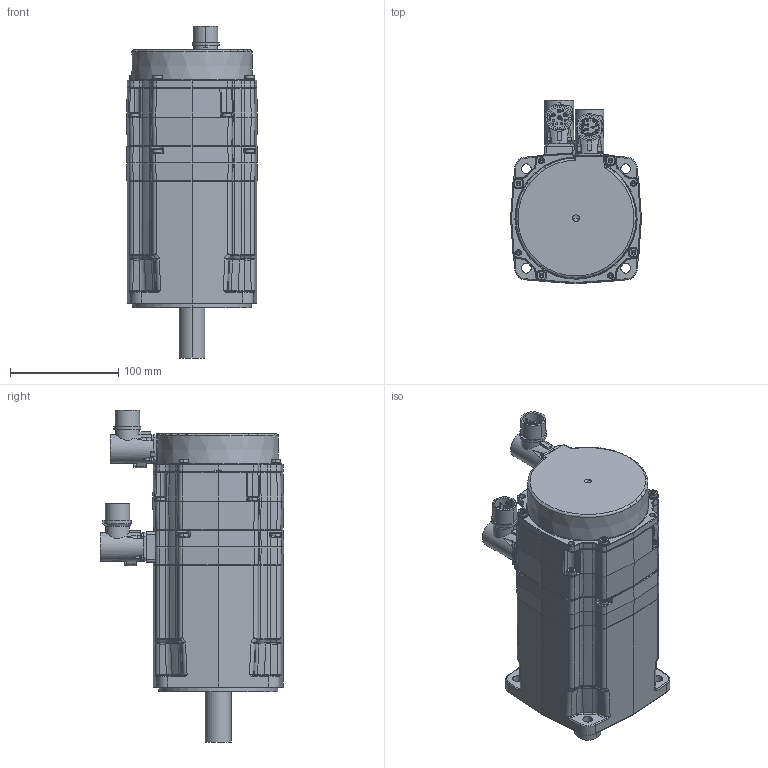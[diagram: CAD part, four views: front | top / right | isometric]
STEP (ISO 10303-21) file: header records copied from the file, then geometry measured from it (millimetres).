
FILE_DESCRIPTION((''),'2;1');
FILE_NAME('NX620EAR7300_SW0001','2004-06-24T',('pr1'),(''),'PRO/ENGINEER BY PARAMETRIC TECHNOLOGY CORPORATION, 2001500','PRO/ENGINEER BY PARAMETRIC TECHNOLOGY CORPORATION, 2001500','');
FILE_SCHEMA(('CONFIG_CONTROL_DESIGN'));
Products named in the file (1): NX620EAR7300_SW0001
Bounding box: 121 x 169.5 x 306.8 mm (x, y, z)
Volume: 2828424.9 mm3; surface area: 157591.6 mm2
Topology: 1 solids, 1 shells, 2602 faces, 6550 edges, 4023 vertices
Faces by surface type: plane 1163, cylinder 596, bspline 425, cone 303, torus 101, sphere 14
Entity records: 106542 total; most frequent: CARTESIAN_POINT 48225, ORIENTED_EDGE 13012, DIRECTION 10708, EDGE_CURVE 6506, VERTEX_POINT 4023, VECTOR 3658, LINE 3658, AXIS2_PLACEMENT_3D 3525
